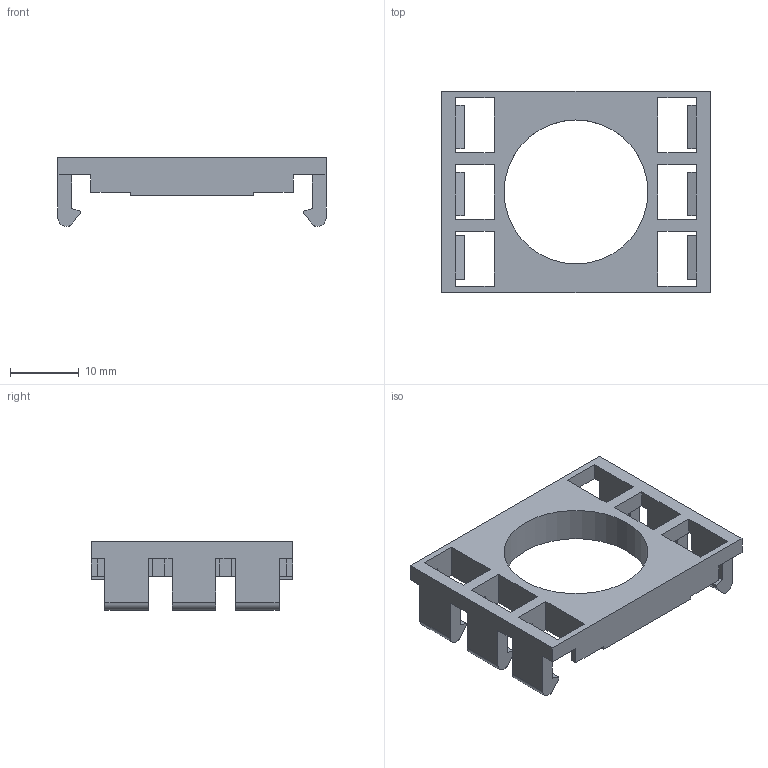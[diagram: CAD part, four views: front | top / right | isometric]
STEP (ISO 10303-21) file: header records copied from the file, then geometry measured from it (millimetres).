
FILE_DESCRIPTION(/* description */ (''),/* implementation_level */ '2;1');
FILE_NAME(/* name */ 'DMA_ipt..stp',/* time_stamp */ '2015-03-23T11:40:57+01:00',/* author */ ('thagel'),/* organization */ (''),/* preprocessor_version */ 'ST-DEVELOPER v15.2',/* originating_system */ 'Autodesk Inventor 2014',/* authorisation */ '');
FILE_SCHEMA (('AUTOMOTIVE_DESIGN { 1 0 10303 214 3 1 1 }'));
Length unit declared in the file: millimetre
Products named in the file (1): DMA
Bounding box: 39.1 x 29.4 x 10 mm (x, y, z)
Volume: 2970.1 mm3; surface area: 3375.2 mm2
Topology: 1 solids, 1 shells, 111 faces, 346 edges, 231 vertices
Faces by surface type: plane 98, cylinder 13
Full cylindrical faces by diameter (mm): 21 x1
Entity records: 3829 total; most frequent: ORIENTED_EDGE 688, CARTESIAN_POINT 686, DIRECTION 594, EDGE_CURVE 344, LINE 318, VECTOR 318, VERTEX_POINT 230, AXIS2_PLACEMENT_3D 138
